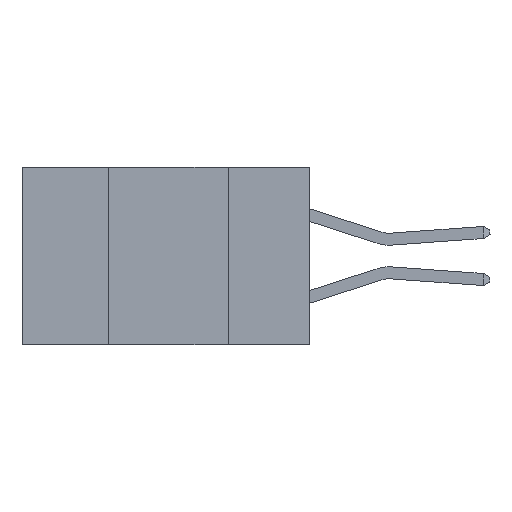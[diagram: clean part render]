
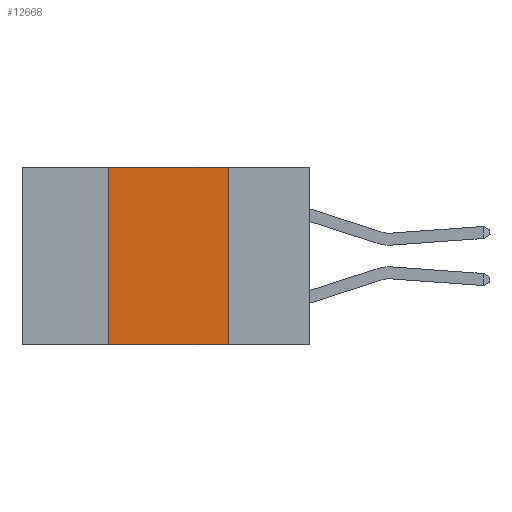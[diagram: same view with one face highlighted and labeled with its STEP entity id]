
A CAD part, left-side view. The second image highlights one B-rep face of the part: STEP entity #12668.
In plain terms, the highlighted planar face has unit normal (-1, 0, 0).
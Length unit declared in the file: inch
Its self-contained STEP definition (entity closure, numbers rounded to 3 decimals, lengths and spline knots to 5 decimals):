
#83 = AXIS2_PLACEMENT_3D ( 'NONE', #8953, #24377, #22585 ) ;
#516 = PLANE ( 'NONE',  #83 ) ;
#687 = LINE ( 'NONE', #23875, #21026 ) ;
#1219 = VECTOR ( 'NONE', #21578, 39.37008 ) ;
#2477 = EDGE_LOOP ( 'NONE', ( #22346, #26518, #9403, #13509 ) ) ;
#4093 = EDGE_CURVE ( 'NONE', #21232, #18368, #687, .T. ) ;
#5595 = EDGE_CURVE ( 'NONE', #18368, #21707, #7487, .T. ) ;
#5957 = CARTESIAN_POINT ( 'NONE',  ( 0., 0.17, -0.37 ) ) ;
#6149 = LINE ( 'NONE', #8352, #23964 ) ;
#7487 = LINE ( 'NONE', #11232, #1219 ) ;
#7521 = DIRECTION ( 'NONE',  ( 0., 0., 1. ) ) ;
#8154 = VERTEX_POINT ( 'NONE', #18833 ) ;
#8352 = CARTESIAN_POINT ( 'NONE',  ( 0., 0.6, -0.37 ) ) ;
#8953 = CARTESIAN_POINT ( 'NONE',  ( 0., 0.6, 0. ) ) ;
#9403 = ORIENTED_EDGE ( 'NONE', *, *, #15973, .F. ) ;
#11022 = FACE_OUTER_BOUND ( 'NONE', #2477, .T. ) ;
#11061 = CARTESIAN_POINT ( 'NONE',  ( 0., 0.17, 0. ) ) ;
#11232 = CARTESIAN_POINT ( 'NONE',  ( 0., 0.17, -0.37 ) ) ;
#11626 = VECTOR ( 'NONE', #7521, 39.37008 ) ;
#12668 = ADVANCED_FACE ( 'NONE', ( #11022 ), #516, .F. ) ;
#13466 = CARTESIAN_POINT ( 'NONE',  ( 0., 0.42, -0.37 ) ) ;
#13509 = ORIENTED_EDGE ( 'NONE', *, *, #26634, .T. ) ;
#14130 = CARTESIAN_POINT ( 'NONE',  ( 0., 0.42, 0. ) ) ;
#15973 = EDGE_CURVE ( 'NONE', #8154, #21232, #19942, .T. ) ;
#18368 = VERTEX_POINT ( 'NONE', #11061 ) ;
#18833 = CARTESIAN_POINT ( 'NONE',  ( 0., 0.42, -0.37 ) ) ;
#19942 = LINE ( 'NONE', #13466, #11626 ) ;
#21026 = VECTOR ( 'NONE', #25398, 39.37008 ) ;
#21232 = VERTEX_POINT ( 'NONE', #14130 ) ;
#21578 = DIRECTION ( 'NONE',  ( 0., 0., -1. ) ) ;
#21707 = VERTEX_POINT ( 'NONE', #5957 ) ;
#22346 = ORIENTED_EDGE ( 'NONE', *, *, #5595, .F. ) ;
#22585 = DIRECTION ( 'NONE',  ( 0., 0., -1. ) ) ;
#23519 = DIRECTION ( 'NONE',  ( 0., -1., 0. ) ) ;
#23875 = CARTESIAN_POINT ( 'NONE',  ( 0., 0.6, 0. ) ) ;
#23964 = VECTOR ( 'NONE', #23519, 39.37008 ) ;
#24377 = DIRECTION ( 'NONE',  ( 1., 0., 0. ) ) ;
#25398 = DIRECTION ( 'NONE',  ( 0., -1., 0. ) ) ;
#26518 = ORIENTED_EDGE ( 'NONE', *, *, #4093, .F. ) ;
#26634 = EDGE_CURVE ( 'NONE', #8154, #21707, #6149, .T. ) ;
